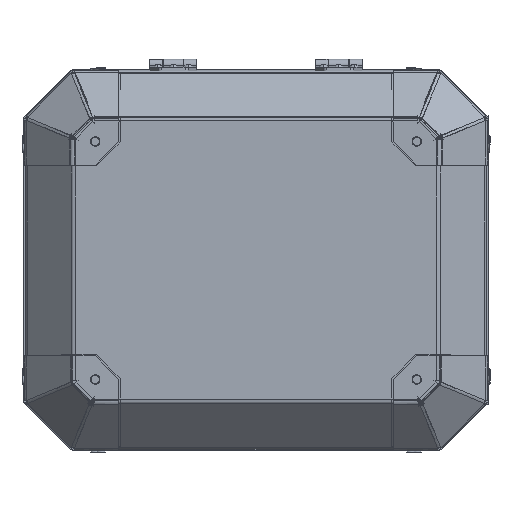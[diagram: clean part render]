
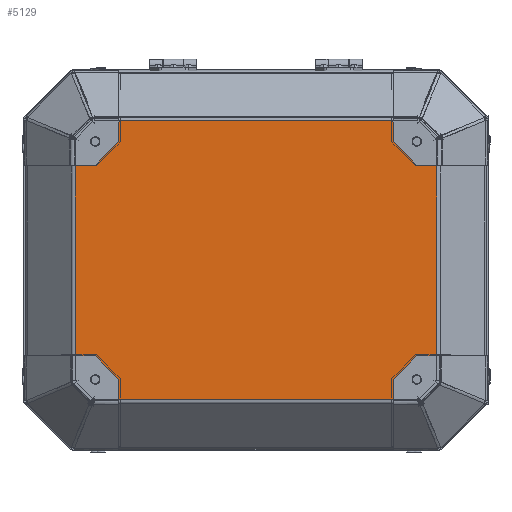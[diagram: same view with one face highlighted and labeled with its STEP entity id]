
A CAD part, front view. The second image highlights one B-rep face of the part: STEP entity #5129.
In plain terms, the highlighted free-form (B-spline) face has degree [1, 1] with [2, 2] control points.
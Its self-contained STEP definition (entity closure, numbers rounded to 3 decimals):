
#240 = VERTEX_POINT('',#241);
#241 = CARTESIAN_POINT('',(162.269,0.,109.877));
#306 = VERTEX_POINT('',#307);
#307 = CARTESIAN_POINT('',(162.891,0.,-108.375));
#372 = VERTEX_POINT('',#373);
#373 = CARTESIAN_POINT('',(147.157,0.,-124.989));
#438 = VERTEX_POINT('',#439);
#439 = CARTESIAN_POINT('',(-145.655,0.,-125.611));
#644 = VERTEX_POINT('',#645);
#645 = CARTESIAN_POINT('',(-147.157,0.,-124.989));
#698 = VERTEX_POINT('',#699);
#699 = CARTESIAN_POINT('',(-145.512,0.,-123.142));
#704 = EDGE_CURVE('',#698,#644,#705,.T.);
#705 = B_SPLINE_CURVE_WITH_KNOTS('',1,(#706,#707),.UNSPECIFIED.,.F.,.F.,
  (2,2),(177.195,179.517),.PIECEWISE_BEZIER_KNOTS.);
#706 = CARTESIAN_POINT('',(-145.512,0.,-123.142));
#707 = CARTESIAN_POINT('',(-147.157,0.,-124.989));
#724 = EDGE_CURVE('',#438,#698,#725,.T.);
#725 = B_SPLINE_CURVE_WITH_KNOTS('',1,(#726,#727),.UNSPECIFIED.,.F.,.F.,
  (2,2),(-125.627,-123.305),.PIECEWISE_BEZIER_KNOTS.);
#726 = CARTESIAN_POINT('',(-145.655,0.,-125.611));
#727 = CARTESIAN_POINT('',(-145.512,0.,-123.142));
#1180 = VERTEX_POINT('',#1181);
#1181 = CARTESIAN_POINT('',(145.655,0.,-125.611));
#1234 = VERTEX_POINT('',#1235);
#1235 = CARTESIAN_POINT('',(145.512,0.,-123.142));
#1240 = EDGE_CURVE('',#1234,#1180,#1241,.T.);
#1241 = B_SPLINE_CURVE_WITH_KNOTS('',1,(#1242,#1243),.UNSPECIFIED.,.F.,
  .F.,(2,2),(123.305,125.627),.PIECEWISE_BEZIER_KNOTS.);
#1242 = CARTESIAN_POINT('',(145.512,0.,-123.142));
#1243 = CARTESIAN_POINT('',(145.655,0.,-125.611));
#1260 = EDGE_CURVE('',#372,#1234,#1261,.T.);
#1261 = B_SPLINE_CURVE_WITH_KNOTS('',1,(#1262,#1263),.UNSPECIFIED.,.F.,
  .F.,(2,2),(-179.517,-177.195),.PIECEWISE_BEZIER_KNOTS.);
#1262 = CARTESIAN_POINT('',(147.157,0.,-124.989));
#1263 = CARTESIAN_POINT('',(145.512,0.,-123.142));
#1716 = VERTEX_POINT('',#1717);
#1717 = CARTESIAN_POINT('',(162.269,0.,-109.877));
#1770 = VERTEX_POINT('',#1771);
#1771 = CARTESIAN_POINT('',(160.422,0.,-108.233));
#1776 = EDGE_CURVE('',#1770,#1716,#1777,.T.);
#1777 = B_SPLINE_CURVE_WITH_KNOTS('',1,(#1778,#1779),.UNSPECIFIED.,.F.,
  .F.,(2,2),(180.052,182.374),.PIECEWISE_BEZIER_KNOTS.);
#1778 = CARTESIAN_POINT('',(160.422,0.,-108.233));
#1779 = CARTESIAN_POINT('',(162.269,0.,-109.877));
#1796 = EDGE_CURVE('',#306,#1770,#1797,.T.);
#1797 = B_SPLINE_CURVE_WITH_KNOTS('',1,(#1798,#1799),.UNSPECIFIED.,.F.,
  .F.,(2,2),(-158.548,-156.226),.PIECEWISE_BEZIER_KNOTS.);
#1798 = CARTESIAN_POINT('',(162.891,0.,-108.375));
#1799 = CARTESIAN_POINT('',(160.422,0.,-108.233));
#2252 = VERTEX_POINT('',#2253);
#2253 = CARTESIAN_POINT('',(162.891,0.,108.375));
#2306 = VERTEX_POINT('',#2307);
#2307 = CARTESIAN_POINT('',(160.422,0.,108.233));
#2312 = EDGE_CURVE('',#2306,#2252,#2313,.T.);
#2313 = B_SPLINE_CURVE_WITH_KNOTS('',1,(#2314,#2315),.UNSPECIFIED.,.F.,
  .F.,(2,2),(156.226,158.548),.PIECEWISE_BEZIER_KNOTS.);
#2314 = CARTESIAN_POINT('',(160.422,0.,108.233));
#2315 = CARTESIAN_POINT('',(162.891,0.,108.375));
#2332 = EDGE_CURVE('',#240,#2306,#2333,.T.);
#2333 = B_SPLINE_CURVE_WITH_KNOTS('',1,(#2334,#2335),.UNSPECIFIED.,.F.,
  .F.,(2,2),(-182.374,-180.052),.PIECEWISE_BEZIER_KNOTS.);
#2334 = CARTESIAN_POINT('',(162.269,0.,109.877));
#2335 = CARTESIAN_POINT('',(160.422,0.,108.233));
#2788 = VERTEX_POINT('',#2789);
#2789 = CARTESIAN_POINT('',(147.157,0.,124.989));
#2842 = VERTEX_POINT('',#2843);
#2843 = CARTESIAN_POINT('',(145.512,0.,123.142));
#2848 = EDGE_CURVE('',#2842,#2788,#2849,.T.);
#2849 = B_SPLINE_CURVE_WITH_KNOTS('',1,(#2850,#2851),.UNSPECIFIED.,.F.,
  .F.,(2,2),(177.195,179.517),.PIECEWISE_BEZIER_KNOTS.);
#2850 = CARTESIAN_POINT('',(145.512,0.,123.142));
#2851 = CARTESIAN_POINT('',(147.157,0.,124.989));
#2870 = VERTEX_POINT('',#2871);
#2871 = CARTESIAN_POINT('',(145.655,0.,125.611));
#2876 = EDGE_CURVE('',#2870,#2842,#2877,.T.);
#2877 = B_SPLINE_CURVE_WITH_KNOTS('',1,(#2878,#2879),.UNSPECIFIED.,.F.,
  .F.,(2,2),(-125.627,-123.305),.PIECEWISE_BEZIER_KNOTS.);
#2878 = CARTESIAN_POINT('',(145.655,0.,125.611));
#2879 = CARTESIAN_POINT('',(145.512,0.,123.142));
#3324 = VERTEX_POINT('',#3325);
#3325 = CARTESIAN_POINT('',(-145.655,0.,125.611));
#3378 = VERTEX_POINT('',#3379);
#3379 = CARTESIAN_POINT('',(-145.512,0.,123.142));
#3384 = EDGE_CURVE('',#3378,#3324,#3385,.T.);
#3385 = B_SPLINE_CURVE_WITH_KNOTS('',1,(#3386,#3387),.UNSPECIFIED.,.F.,
  .F.,(2,2),(123.305,125.627),.PIECEWISE_BEZIER_KNOTS.);
#3386 = CARTESIAN_POINT('',(-145.512,0.,123.142));
#3387 = CARTESIAN_POINT('',(-145.655,0.,125.611));
#3406 = VERTEX_POINT('',#3407);
#3407 = CARTESIAN_POINT('',(-147.157,0.,124.989));
#3412 = EDGE_CURVE('',#3406,#3378,#3413,.T.);
#3413 = B_SPLINE_CURVE_WITH_KNOTS('',1,(#3414,#3415),.UNSPECIFIED.,.F.,
  .F.,(2,2),(-179.517,-177.195),.PIECEWISE_BEZIER_KNOTS.);
#3414 = CARTESIAN_POINT('',(-147.157,0.,124.989));
#3415 = CARTESIAN_POINT('',(-145.512,0.,123.142));
#3860 = VERTEX_POINT('',#3861);
#3861 = CARTESIAN_POINT('',(-162.269,0.,109.877));
#3914 = VERTEX_POINT('',#3915);
#3915 = CARTESIAN_POINT('',(-160.422,0.,108.233));
#3920 = EDGE_CURVE('',#3914,#3860,#3921,.T.);
#3921 = B_SPLINE_CURVE_WITH_KNOTS('',1,(#3922,#3923),.UNSPECIFIED.,.F.,
  .F.,(2,2),(180.052,182.374),.PIECEWISE_BEZIER_KNOTS.);
#3922 = CARTESIAN_POINT('',(-160.422,0.,108.233));
#3923 = CARTESIAN_POINT('',(-162.269,0.,109.877));
#3942 = VERTEX_POINT('',#3943);
#3943 = CARTESIAN_POINT('',(-162.891,0.,108.375));
#3948 = EDGE_CURVE('',#3942,#3914,#3949,.T.);
#3949 = B_SPLINE_CURVE_WITH_KNOTS('',1,(#3950,#3951),.UNSPECIFIED.,.F.,
  .F.,(2,2),(-158.548,-156.226),.PIECEWISE_BEZIER_KNOTS.);
#3950 = CARTESIAN_POINT('',(-162.891,0.,108.375));
#3951 = CARTESIAN_POINT('',(-160.422,0.,108.233));
#4396 = VERTEX_POINT('',#4397);
#4397 = CARTESIAN_POINT('',(-162.891,0.,-108.375));
#4450 = VERTEX_POINT('',#4451);
#4451 = CARTESIAN_POINT('',(-160.422,0.,-108.233));
#4456 = EDGE_CURVE('',#4450,#4396,#4457,.T.);
#4457 = B_SPLINE_CURVE_WITH_KNOTS('',1,(#4458,#4459),.UNSPECIFIED.,.F.,
  .F.,(2,2),(156.226,158.548),.PIECEWISE_BEZIER_KNOTS.);
#4458 = CARTESIAN_POINT('',(-160.422,0.,-108.233));
#4459 = CARTESIAN_POINT('',(-162.891,0.,-108.375));
#4478 = VERTEX_POINT('',#4479);
#4479 = CARTESIAN_POINT('',(-162.269,0.,-109.877));
#4484 = EDGE_CURVE('',#4478,#4450,#4485,.T.);
#4485 = B_SPLINE_CURVE_WITH_KNOTS('',1,(#4486,#4487),.UNSPECIFIED.,.F.,
  .F.,(2,2),(-182.374,-180.052),.PIECEWISE_BEZIER_KNOTS.);
#4486 = CARTESIAN_POINT('',(-162.269,0.,-109.877));
#4487 = CARTESIAN_POINT('',(-160.422,0.,-108.233));
#5129 = ADVANCED_FACE('',(#5130),#5188,.T.);
#5130 = FACE_BOUND('',#5131,.T.);
#5131 = EDGE_LOOP('',(#5132,#5133,#5138,#5139,#5140,#5145,#5146,#5147,
    #5152,#5153,#5154,#5159,#5160,#5161,#5166,#5167,#5168,#5173,#5174,
    #5175,#5180,#5181,#5182,#5187));
#5132 = ORIENTED_EDGE('',*,*,#3948,.F.);
#5133 = ORIENTED_EDGE('',*,*,#5134,.T.);
#5134 = EDGE_CURVE('',#3942,#4396,#5135,.T.);
#5135 = B_SPLINE_CURVE_WITH_KNOTS('',1,(#5136,#5137),.UNSPECIFIED.,.F.,
  .F.,(2,2),(-203.615,-0.12),.PIECEWISE_BEZIER_KNOTS.);
#5136 = CARTESIAN_POINT('',(-162.891,0.,108.375));
#5137 = CARTESIAN_POINT('',(-162.891,0.,-108.375));
#5138 = ORIENTED_EDGE('',*,*,#4456,.F.);
#5139 = ORIENTED_EDGE('',*,*,#4484,.F.);
#5140 = ORIENTED_EDGE('',*,*,#5141,.T.);
#5141 = EDGE_CURVE('',#4478,#644,#5142,.T.);
#5142 = B_SPLINE_CURVE_WITH_KNOTS('',1,(#5143,#5144),.UNSPECIFIED.,.F.,
  .F.,(2,2),(-20.183,-0.12),.PIECEWISE_BEZIER_KNOTS.);
#5143 = CARTESIAN_POINT('',(-162.269,0.,-109.877));
#5144 = CARTESIAN_POINT('',(-147.157,0.,-124.989));
#5145 = ORIENTED_EDGE('',*,*,#704,.F.);
#5146 = ORIENTED_EDGE('',*,*,#724,.F.);
#5147 = ORIENTED_EDGE('',*,*,#5148,.T.);
#5148 = EDGE_CURVE('',#438,#1180,#5149,.T.);
#5149 = B_SPLINE_CURVE_WITH_KNOTS('',1,(#5150,#5151),.UNSPECIFIED.,.F.,
  .F.,(2,2),(-273.615,-0.12),.PIECEWISE_BEZIER_KNOTS.);
#5150 = CARTESIAN_POINT('',(-145.655,0.,-125.611));
#5151 = CARTESIAN_POINT('',(145.655,0.,-125.611));
#5152 = ORIENTED_EDGE('',*,*,#1240,.F.);
#5153 = ORIENTED_EDGE('',*,*,#1260,.F.);
#5154 = ORIENTED_EDGE('',*,*,#5155,.T.);
#5155 = EDGE_CURVE('',#372,#1716,#5156,.T.);
#5156 = B_SPLINE_CURVE_WITH_KNOTS('',1,(#5157,#5158),.UNSPECIFIED.,.F.,
  .F.,(2,2),(-20.183,-0.12),.PIECEWISE_BEZIER_KNOTS.);
#5157 = CARTESIAN_POINT('',(147.157,0.,-124.989));
#5158 = CARTESIAN_POINT('',(162.269,0.,-109.877));
#5159 = ORIENTED_EDGE('',*,*,#1776,.F.);
#5160 = ORIENTED_EDGE('',*,*,#1796,.F.);
#5161 = ORIENTED_EDGE('',*,*,#5162,.T.);
#5162 = EDGE_CURVE('',#306,#2252,#5163,.T.);
#5163 = B_SPLINE_CURVE_WITH_KNOTS('',1,(#5164,#5165),.UNSPECIFIED.,.F.,
  .F.,(2,2),(-203.615,-0.12),.PIECEWISE_BEZIER_KNOTS.);
#5164 = CARTESIAN_POINT('',(162.891,0.,-108.375));
#5165 = CARTESIAN_POINT('',(162.891,0.,108.375));
#5166 = ORIENTED_EDGE('',*,*,#2312,.F.);
#5167 = ORIENTED_EDGE('',*,*,#2332,.F.);
#5168 = ORIENTED_EDGE('',*,*,#5169,.T.);
#5169 = EDGE_CURVE('',#240,#2788,#5170,.T.);
#5170 = B_SPLINE_CURVE_WITH_KNOTS('',1,(#5171,#5172),.UNSPECIFIED.,.F.,
  .F.,(2,2),(-20.183,-0.12),.PIECEWISE_BEZIER_KNOTS.);
#5171 = CARTESIAN_POINT('',(162.269,0.,109.877));
#5172 = CARTESIAN_POINT('',(147.157,0.,124.989));
#5173 = ORIENTED_EDGE('',*,*,#2848,.F.);
#5174 = ORIENTED_EDGE('',*,*,#2876,.F.);
#5175 = ORIENTED_EDGE('',*,*,#5176,.T.);
#5176 = EDGE_CURVE('',#2870,#3324,#5177,.T.);
#5177 = B_SPLINE_CURVE_WITH_KNOTS('',1,(#5178,#5179),.UNSPECIFIED.,.F.,
  .F.,(2,2),(-273.615,-0.12),.PIECEWISE_BEZIER_KNOTS.);
#5178 = CARTESIAN_POINT('',(145.655,0.,125.611));
#5179 = CARTESIAN_POINT('',(-145.655,0.,125.611));
#5180 = ORIENTED_EDGE('',*,*,#3384,.F.);
#5181 = ORIENTED_EDGE('',*,*,#3412,.F.);
#5182 = ORIENTED_EDGE('',*,*,#5183,.T.);
#5183 = EDGE_CURVE('',#3406,#3860,#5184,.T.);
#5184 = B_SPLINE_CURVE_WITH_KNOTS('',1,(#5185,#5186),.UNSPECIFIED.,.F.,
  .F.,(2,2),(-20.183,-0.12),.PIECEWISE_BEZIER_KNOTS.);
#5185 = CARTESIAN_POINT('',(-147.157,0.,124.989));
#5186 = CARTESIAN_POINT('',(-162.269,0.,109.877));
#5187 = ORIENTED_EDGE('',*,*,#3920,.F.);
#5188 = B_SPLINE_SURFACE_WITH_KNOTS('',1,1,(
    (#5189,#5190)
    ,(#5191,#5192
    )),.UNSPECIFIED.,.F.,.F.,.F.,(2,2),(2,2),(-117.929,
    117.929),(-152.929,152.929),
  .PIECEWISE_BEZIER_KNOTS.);
#5189 = CARTESIAN_POINT('',(-162.891,0.,125.611));
#5190 = CARTESIAN_POINT('',(162.891,0.,125.611));
#5191 = CARTESIAN_POINT('',(-162.891,0.,-125.611));
#5192 = CARTESIAN_POINT('',(162.891,0.,-125.611));
